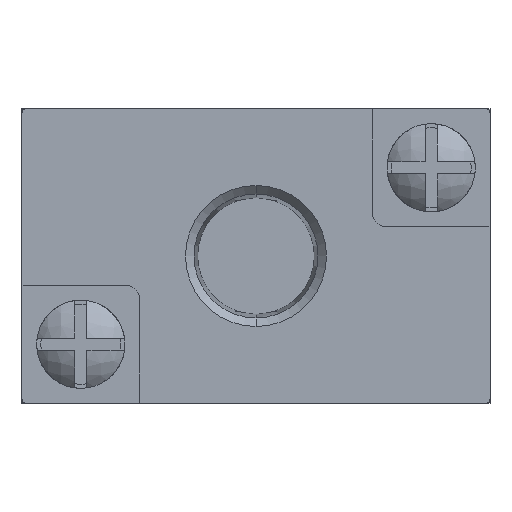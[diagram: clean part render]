
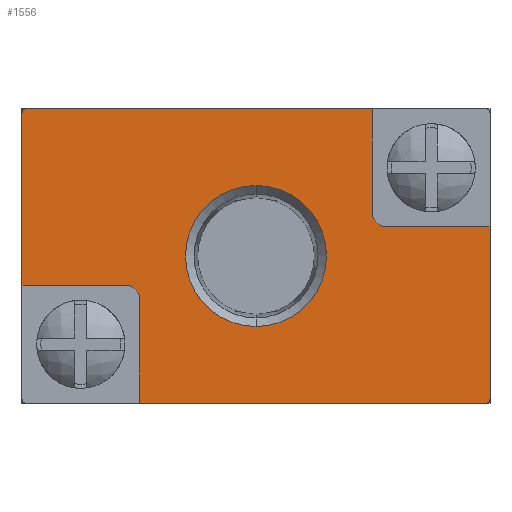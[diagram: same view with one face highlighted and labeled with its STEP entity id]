
A CAD part, front view. The second image highlights one B-rep face of the part: STEP entity #1556.
In plain terms, the highlighted planar face has unit normal (0, -1, 0).
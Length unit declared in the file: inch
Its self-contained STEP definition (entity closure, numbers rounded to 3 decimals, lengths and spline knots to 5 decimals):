
#20 = PLANE ( 'NONE',  #852 ) ;
#23 = VECTOR ( 'NONE', #4975, 39.37008 ) ;
#58 = VECTOR ( 'NONE', #3592, 39.37008 ) ;
#87 = VERTEX_POINT ( 'NONE', #2156 ) ;
#111 = LINE ( 'NONE', #1637, #2597 ) ;
#189 = VECTOR ( 'NONE', #685, 39.37008 ) ;
#274 = DIRECTION ( 'NONE',  ( 0., 1., 0. ) ) ;
#355 = LINE ( 'NONE', #2150, #58 ) ;
#449 = DIRECTION ( 'NONE',  ( 0., 0., 1. ) ) ;
#538 = VERTEX_POINT ( 'NONE', #3369 ) ;
#614 = DIRECTION ( 'NONE',  ( -1., 0., 0. ) ) ;
#670 = CARTESIAN_POINT ( 'NONE',  ( 0., -0.82677, 0. ) ) ;
#685 = DIRECTION ( 'NONE',  ( 1., 0., 0. ) ) ;
#716 = CARTESIAN_POINT ( 'NONE',  ( -0.68898, -0.82677, -0.08661 ) ) ;
#797 = EDGE_LOOP ( 'NONE', ( #4602, #5102 ) ) ;
#852 = AXIS2_PLACEMENT_3D ( 'NONE', #670, #1567, #449 ) ;
#883 = EDGE_CURVE ( 'NONE', #4176, #1929, #3285, .T. ) ;
#904 = ORIENTED_EDGE ( 'NONE', *, *, #6004, .T. ) ;
#908 = DIRECTION ( 'NONE',  ( 0., 0., -1. ) ) ;
#947 = VERTEX_POINT ( 'NONE', #4530 ) ;
#999 = AXIS2_PLACEMENT_3D ( 'NONE', #5487, #2755, #5942 ) ;
#1001 = VERTEX_POINT ( 'NONE', #1223 ) ;
#1223 = CARTESIAN_POINT ( 'NONE',  ( 0.34252, -0.82677, 0.43307 ) ) ;
#1228 = CARTESIAN_POINT ( 'NONE',  ( -0.68898, -0.82677, 0.42126 ) ) ;
#1295 = AXIS2_PLACEMENT_3D ( 'NONE', #3143, #3430, #3311 ) ;
#1410 = EDGE_CURVE ( 'NONE', #947, #2436, #5673, .T. ) ;
#1488 = CARTESIAN_POINT ( 'NONE',  ( -0.38189, -0.82677, -0.12598 ) ) ;
#1556 = ADVANCED_FACE ( 'NONE', ( #2342, #6023 ), #20, .F. ) ;
#1567 = DIRECTION ( 'NONE',  ( 0., 1., 0. ) ) ;
#1637 = CARTESIAN_POINT ( 'NONE',  ( -0.67717, -0.82677, -0.43307 ) ) ;
#1670 = CARTESIAN_POINT ( 'NONE',  ( 0.67717, -0.82677, 0.43307 ) ) ;
#1747 = AXIS2_PLACEMENT_3D ( 'NONE', #3237, #274, #3691 ) ;
#1929 = VERTEX_POINT ( 'NONE', #4767 ) ;
#1931 = VERTEX_POINT ( 'NONE', #1950 ) ;
#1932 = DIRECTION ( 'NONE',  ( 0., -1., 0. ) ) ;
#1950 = CARTESIAN_POINT ( 'NONE',  ( 0.67717, -0.82677, -0.43307 ) ) ;
#1966 = EDGE_CURVE ( 'NONE', #538, #4727, #3118, .T. ) ;
#1967 = VECTOR ( 'NONE', #5000, 39.37008 ) ;
#1980 = ORIENTED_EDGE ( 'NONE', *, *, #4857, .F. ) ;
#1996 = DIRECTION ( 'NONE',  ( 0., 0., -1. ) ) ;
#2038 = EDGE_CURVE ( 'NONE', #1931, #3690, #111, .T. ) ;
#2150 = CARTESIAN_POINT ( 'NONE',  ( 0.34252, -0.82677, 0. ) ) ;
#2153 = DIRECTION ( 'NONE',  ( -1., 0., 0. ) ) ;
#2156 = CARTESIAN_POINT ( 'NONE',  ( 0., -0.82677, -0.20754 ) ) ;
#2195 = CARTESIAN_POINT ( 'NONE',  ( 0.68898, -0.82677, -0.42126 ) ) ;
#2315 = EDGE_CURVE ( 'NONE', #4727, #4176, #4786, .T. ) ;
#2342 = FACE_OUTER_BOUND ( 'NONE', #3277, .T. ) ;
#2346 = LINE ( 'NONE', #3164, #189 ) ;
#2401 = DIRECTION ( 'NONE',  ( 0., 0., -1. ) ) ;
#2404 = CARTESIAN_POINT ( 'NONE',  ( 0.68898, -0.82677, -0.42126 ) ) ;
#2436 = VERTEX_POINT ( 'NONE', #4545 ) ;
#2510 = ORIENTED_EDGE ( 'NONE', *, *, #1966, .F. ) ;
#2569 = VERTEX_POINT ( 'NONE', #5561 ) ;
#2597 = VECTOR ( 'NONE', #2153, 39.37008 ) ;
#2624 = DIRECTION ( 'NONE',  ( 0., 1., 0. ) ) ;
#2755 = DIRECTION ( 'NONE',  ( 0., -1., 0. ) ) ;
#2934 = EDGE_CURVE ( 'NONE', #1001, #2436, #355, .T. ) ;
#3019 = ORIENTED_EDGE ( 'NONE', *, *, #4057, .F. ) ;
#3071 = ORIENTED_EDGE ( 'NONE', *, *, #2315, .F. ) ;
#3118 = CIRCLE ( 'NONE', #5794, 0.03937 ) ;
#3143 = CARTESIAN_POINT ( 'NONE',  ( 0.38189, -0.82677, 0.12598 ) ) ;
#3164 = CARTESIAN_POINT ( 'NONE',  ( 0., -0.82677, 0.08661 ) ) ;
#3237 = CARTESIAN_POINT ( 'NONE',  ( 0.67717, -0.82677, -0.42126 ) ) ;
#3247 = EDGE_CURVE ( 'NONE', #3837, #3617, #4919, .T. ) ;
#3251 = ORIENTED_EDGE ( 'NONE', *, *, #1410, .T. ) ;
#3277 = EDGE_LOOP ( 'NONE', ( #2510, #904, #3949, #5670, #3673, #1980, #3251, #3760, #6034, #3019, #3843, #3071 ) ) ;
#3285 = LINE ( 'NONE', #1228, #1967 ) ;
#3311 = DIRECTION ( 'NONE',  ( 0., 0., -1. ) ) ;
#3369 = CARTESIAN_POINT ( 'NONE',  ( -0.34252, -0.82677, -0.12598 ) ) ;
#3421 = CIRCLE ( 'NONE', #6037, 0.20754 ) ;
#3430 = DIRECTION ( 'NONE',  ( 0., 1., 0. ) ) ;
#3459 = VECTOR ( 'NONE', #614, 39.37008 ) ;
#3581 = LINE ( 'NONE', #5629, #6119 ) ;
#3592 = DIRECTION ( 'NONE',  ( 0., 0., -1. ) ) ;
#3617 = VERTEX_POINT ( 'NONE', #2195 ) ;
#3673 = ORIENTED_EDGE ( 'NONE', *, *, #3247, .F. ) ;
#3690 = VERTEX_POINT ( 'NONE', #4581 ) ;
#3691 = DIRECTION ( 'NONE',  ( 0., 0., -1. ) ) ;
#3751 = VERTEX_POINT ( 'NONE', #6001 ) ;
#3760 = ORIENTED_EDGE ( 'NONE', *, *, #2934, .F. ) ;
#3837 = VERTEX_POINT ( 'NONE', #6070 ) ;
#3843 = ORIENTED_EDGE ( 'NONE', *, *, #883, .F. ) ;
#3926 = LINE ( 'NONE', #1670, #23 ) ;
#3949 = ORIENTED_EDGE ( 'NONE', *, *, #2038, .F. ) ;
#4025 = CARTESIAN_POINT ( 'NONE',  ( 0., -0.82677, -0.08661 ) ) ;
#4057 = EDGE_CURVE ( 'NONE', #1929, #3751, #5332, .T. ) ;
#4176 = VERTEX_POINT ( 'NONE', #716 ) ;
#4530 = CARTESIAN_POINT ( 'NONE',  ( 0.38189, -0.82677, 0.08661 ) ) ;
#4545 = CARTESIAN_POINT ( 'NONE',  ( 0.34252, -0.82677, 0.12598 ) ) ;
#4581 = CARTESIAN_POINT ( 'NONE',  ( -0.34252, -0.82677, -0.43307 ) ) ;
#4602 = ORIENTED_EDGE ( 'NONE', *, *, #5136, .F. ) ;
#4664 = CIRCLE ( 'NONE', #1747, 0.01181 ) ;
#4674 = CIRCLE ( 'NONE', #999, 0.20754 ) ;
#4727 = VERTEX_POINT ( 'NONE', #5307 ) ;
#4748 = CARTESIAN_POINT ( 'NONE',  ( 0., -0.82677, 0. ) ) ;
#4767 = CARTESIAN_POINT ( 'NONE',  ( -0.68898, -0.82677, 0.42126 ) ) ;
#4774 = AXIS2_PLACEMENT_3D ( 'NONE', #5366, #2624, #5826 ) ;
#4786 = LINE ( 'NONE', #4025, #3459 ) ;
#4798 = DIRECTION ( 'NONE',  ( 0., -1., 0. ) ) ;
#4857 = EDGE_CURVE ( 'NONE', #947, #3837, #2346, .T. ) ;
#4919 = LINE ( 'NONE', #2404, #5200 ) ;
#4952 = EDGE_CURVE ( 'NONE', #2569, #87, #4674, .T. ) ;
#4975 = DIRECTION ( 'NONE',  ( 1., 0., 0. ) ) ;
#5000 = DIRECTION ( 'NONE',  ( 0., 0., 1. ) ) ;
#5102 = ORIENTED_EDGE ( 'NONE', *, *, #4952, .F. ) ;
#5136 = EDGE_CURVE ( 'NONE', #87, #2569, #3421, .T. ) ;
#5200 = VECTOR ( 'NONE', #908, 39.37008 ) ;
#5207 = DIRECTION ( 'NONE',  ( 0., 0., -1. ) ) ;
#5246 = EDGE_CURVE ( 'NONE', #3751, #1001, #3926, .T. ) ;
#5307 = CARTESIAN_POINT ( 'NONE',  ( -0.38189, -0.82677, -0.08661 ) ) ;
#5332 = CIRCLE ( 'NONE', #4774, 0.01181 ) ;
#5359 = EDGE_CURVE ( 'NONE', #3617, #1931, #4664, .T. ) ;
#5366 = CARTESIAN_POINT ( 'NONE',  ( -0.67717, -0.82677, 0.42126 ) ) ;
#5487 = CARTESIAN_POINT ( 'NONE',  ( 0., -0.82677, 0. ) ) ;
#5561 = CARTESIAN_POINT ( 'NONE',  ( 0., -0.82677, 0.20754 ) ) ;
#5629 = CARTESIAN_POINT ( 'NONE',  ( -0.34252, -0.82677, -0.43307 ) ) ;
#5670 = ORIENTED_EDGE ( 'NONE', *, *, #5359, .F. ) ;
#5673 = CIRCLE ( 'NONE', #1295, 0.03937 ) ;
#5794 = AXIS2_PLACEMENT_3D ( 'NONE', #1488, #4798, #1996 ) ;
#5826 = DIRECTION ( 'NONE',  ( 0., 0., -1. ) ) ;
#5942 = DIRECTION ( 'NONE',  ( 0., 0., -1. ) ) ;
#6001 = CARTESIAN_POINT ( 'NONE',  ( -0.67717, -0.82677, 0.43307 ) ) ;
#6004 = EDGE_CURVE ( 'NONE', #538, #3690, #3581, .T. ) ;
#6023 = FACE_BOUND ( 'NONE', #797, .T. ) ;
#6034 = ORIENTED_EDGE ( 'NONE', *, *, #5246, .F. ) ;
#6037 = AXIS2_PLACEMENT_3D ( 'NONE', #4748, #1932, #5207 ) ;
#6070 = CARTESIAN_POINT ( 'NONE',  ( 0.68898, -0.82677, 0.08661 ) ) ;
#6119 = VECTOR ( 'NONE', #2401, 39.37008 ) ;
